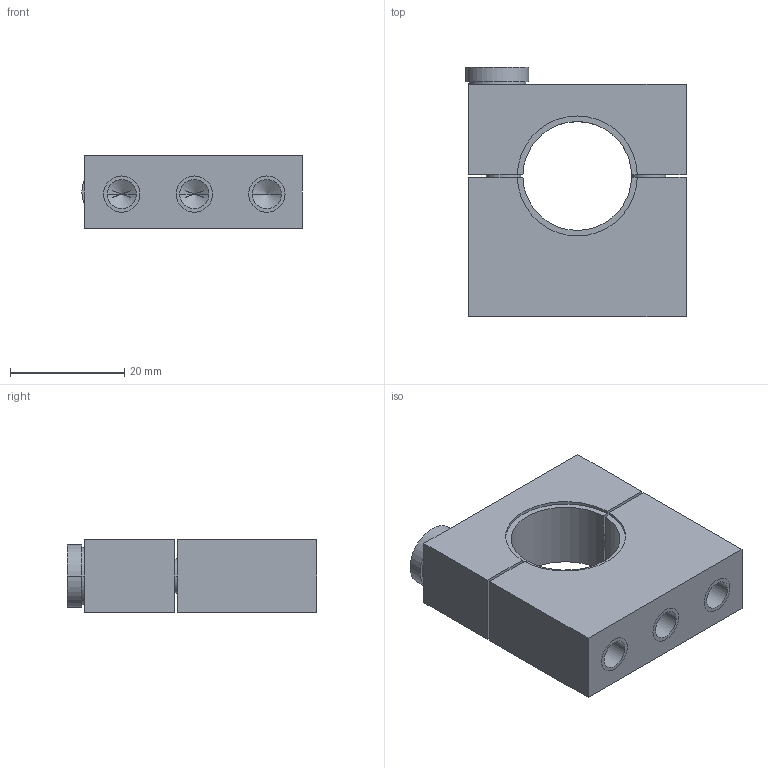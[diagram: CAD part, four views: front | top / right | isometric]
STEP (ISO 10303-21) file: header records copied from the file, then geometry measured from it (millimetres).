
FILE_DESCRIPTION((''),'2;1');
FILE_NAME('215110_ASM','2019-12-11T09:46:09',('pdmadmin'),('BANNER ENGINEERING'),'CREO PARAMETRIC BY PTC INC, 2018300','CREO PARAMETRIC BY PTC INC, 2018300','');
FILE_SCHEMA(('CONFIG_CONTROL_DESIGN'));
Length unit declared in the file: millimetre
Products named in the file (2): 57517---SMBLLGS; 215110_ASM
Assembly tree (1 placements, depth 2):
  215110_ASM
    57517---SMBLLGS
Bounding box: 38.55 x 43.63 x 12.7 mm (x, y, z)
Volume: 15352.3 mm3; surface area: 7412.3 mm2
Topology: 1 solids, 5 shells, 56 faces, 146 edges, 95 vertices
Faces by surface type: cylinder 26, plane 24, cone 6
Entity records: 1784 total; most frequent: DIRECTION 322, CARTESIAN_POINT 306, ORIENTED_EDGE 264, EDGE_CURVE 140, AXIS2_PLACEMENT_3D 123, VERTEX_POINT 95, VECTOR 76, LINE 76
